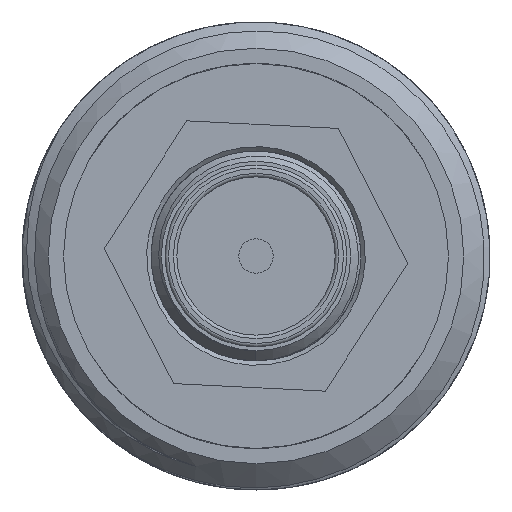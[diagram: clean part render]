
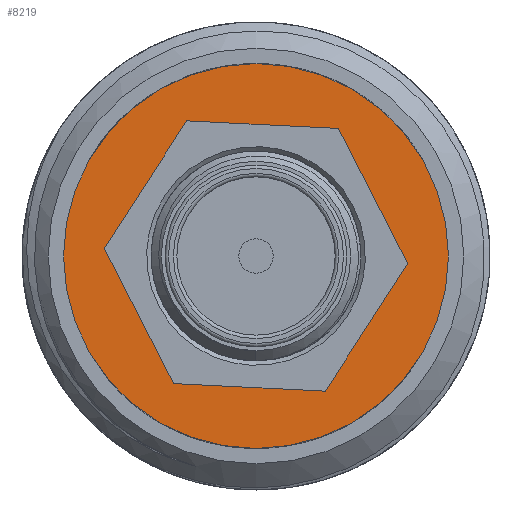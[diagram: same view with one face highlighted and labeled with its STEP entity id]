
A CAD part, front view. The second image highlights one B-rep face of the part: STEP entity #8219.
In plain terms, the highlighted planar face has unit normal (0, -1, 0).
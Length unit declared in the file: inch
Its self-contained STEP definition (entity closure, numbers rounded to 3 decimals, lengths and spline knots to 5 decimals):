
#164 = CARTESIAN_POINT ( 'NONE',  ( 0., -0.58, 0. ) ) ;
#233 = FACE_BOUND ( 'NONE', #242, .T. ) ;
#242 = EDGE_LOOP ( 'NONE', ( #8533 ) ) ;
#434 = CARTESIAN_POINT ( 'NONE',  ( 0., -0.58, 0. ) ) ;
#606 = VERTEX_POINT ( 'NONE', #5727 ) ;
#608 = EDGE_CURVE ( 'NONE', #10502, #10502, #1397, .T. ) ;
#1029 = DIRECTION ( 'NONE',  ( 1., 0., 0. ) ) ;
#1298 = DIRECTION ( 'NONE',  ( 1., 0., 0. ) ) ;
#1334 = CARTESIAN_POINT ( 'NONE',  ( 0.127, -0.58, 0. ) ) ;
#1397 = CIRCLE ( 'NONE', #2817, 0.127 ) ;
#2817 = AXIS2_PLACEMENT_3D ( 'NONE', #8217, #8295, #8330 ) ;
#4413 = EDGE_LOOP ( 'NONE', ( #4816 ) ) ;
#4816 = ORIENTED_EDGE ( 'NONE', *, *, #5469, .F. ) ;
#5469 = EDGE_CURVE ( 'NONE', #606, #606, #6003, .T. ) ;
#5603 = AXIS2_PLACEMENT_3D ( 'NONE', #164, #6135, #1029 ) ;
#5727 = CARTESIAN_POINT ( 'NONE',  ( 0.22, -0.58, 0. ) ) ;
#6003 = CIRCLE ( 'NONE', #7297, 0.22 ) ;
#6135 = DIRECTION ( 'NONE',  ( 0., 1., 0. ) ) ;
#6400 = DIRECTION ( 'NONE',  ( 0., 1., 0. ) ) ;
#7029 = FACE_OUTER_BOUND ( 'NONE', #4413, .T. ) ;
#7297 = AXIS2_PLACEMENT_3D ( 'NONE', #434, #6400, #1298 ) ;
#8217 = CARTESIAN_POINT ( 'NONE',  ( 0., -0.58, 0. ) ) ;
#8219 = ADVANCED_FACE ( 'NONE', ( #7029, #233 ), #10356, .F. ) ;
#8295 = DIRECTION ( 'NONE',  ( 0., 1., 0. ) ) ;
#8330 = DIRECTION ( 'NONE',  ( 1., 0., 0. ) ) ;
#8533 = ORIENTED_EDGE ( 'NONE', *, *, #608, .T. ) ;
#10356 = PLANE ( 'NONE',  #5603 ) ;
#10502 = VERTEX_POINT ( 'NONE', #1334 ) ;
